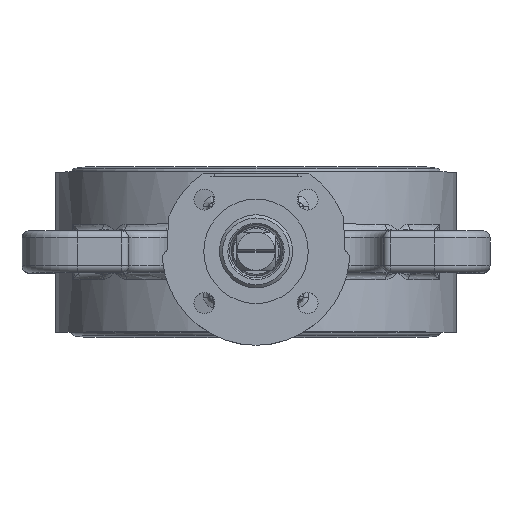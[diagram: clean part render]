
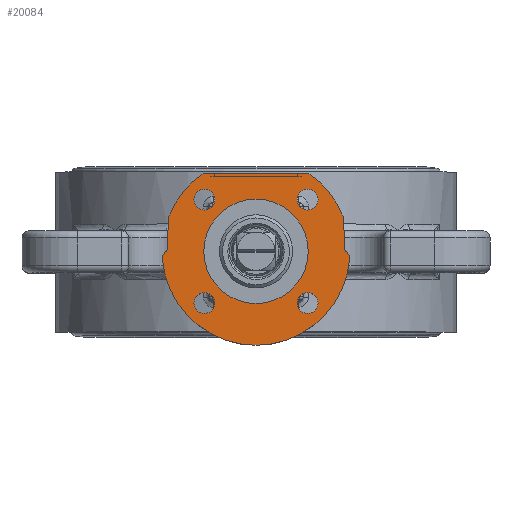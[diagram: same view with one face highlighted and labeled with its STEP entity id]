
A CAD part, top view. The second image highlights one B-rep face of the part: STEP entity #20084.
In plain terms, the highlighted planar face has unit normal (0, 0, 1).
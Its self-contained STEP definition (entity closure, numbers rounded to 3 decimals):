
#3225=CARTESIAN_POINT('',(26.194,-0.368,134.0));
#3226=VERTEX_POINT('',#3225);
#3227=CARTESIAN_POINT('',(26.922,-2.069,134.));
#3228=VERTEX_POINT('',#3227);
#3229=CARTESIAN_POINT('',(26.194,-0.368,134.0));
#3230=CARTESIAN_POINT('',(26.69,-0.774,134.0));
#3231=CARTESIAN_POINT('',(26.971,-1.43,134.0));
#3232=CARTESIAN_POINT('',(26.922,-2.069,134.0));
#3233=B_SPLINE_CURVE_WITH_KNOTS('',3,(#3229,#3230,#3231,#3232),.UNSPECIFIED.,.F.,.U.,(4,4),(-0.193,0.0),.UNSPECIFIED.);
#3234=EDGE_CURVE('',#3226,#3228,#3233,.T.);
#3281=CARTESIAN_POINT('',(25.462,1.11,134.0));
#3282=VERTEX_POINT('',#3281);
#3283=CARTESIAN_POINT('',(25.462,1.11,134.0));
#3284=CARTESIAN_POINT('',(25.482,0.543,134.0));
#3285=CARTESIAN_POINT('',(25.756,-0.009,134.0));
#3286=CARTESIAN_POINT('',(26.194,-0.368,134.0));
#3287=B_SPLINE_CURVE_WITH_KNOTS('',3,(#3283,#3284,#3285,#3286),.UNSPECIFIED.,.F.,.U.,(4,4),(-0.17,0.0),.UNSPECIFIED.);
#3288=EDGE_CURVE('',#3282,#3226,#3287,.T.);
#15601=CARTESIAN_POINT('',(-26.92,-2.069,134.));
#15602=VERTEX_POINT('',#15601);
#15603=CARTESIAN_POINT('',(0.001,0.,134.0));
#15604=DIRECTION('',(0.0,0.0,-1.0));
#15605=DIRECTION('',(-1.0,0.0,0.0));
#15606=AXIS2_PLACEMENT_3D('',#15603,#15604,#15605);
#15607=CIRCLE('',#15606,27.0);
#15608=EDGE_CURVE('',#3228,#15602,#15607,.T.);
#15647=CARTESIAN_POINT('',(-26.192,-0.368,134.));
#15648=VERTEX_POINT('',#15647);
#15649=CARTESIAN_POINT('',(-26.92,-2.069,134.0));
#15650=CARTESIAN_POINT('',(-26.969,-1.43,134.0));
#15651=CARTESIAN_POINT('',(-26.688,-0.774,134.0));
#15652=CARTESIAN_POINT('',(-26.192,-0.368,134.0));
#15653=B_SPLINE_CURVE_WITH_KNOTS('',3,(#15649,#15650,#15651,#15652),.UNSPECIFIED.,.F.,.U.,(4,4),(-0.193,0.),.UNSPECIFIED.);
#15654=EDGE_CURVE('',#15602,#15648,#15653,.T.);
#15693=CARTESIAN_POINT('',(-25.46,1.11,134.));
#15694=VERTEX_POINT('',#15693);
#15695=CARTESIAN_POINT('',(-26.192,-0.368,134.));
#15696=CARTESIAN_POINT('',(-25.754,-0.009,134.));
#15697=CARTESIAN_POINT('',(-25.48,0.543,134.));
#15698=CARTESIAN_POINT('',(-25.46,1.11,134.));
#15699=B_SPLINE_CURVE_WITH_KNOTS('',3,(#15695,#15696,#15697,#15698),.UNSPECIFIED.,.F.,.U.,(4,4),(-0.17,0.0),.UNSPECIFIED.);
#15700=EDGE_CURVE('',#15648,#15694,#15699,.T.);
#19894=CARTESIAN_POINT('',(25.159,9.803,134.0));
#19895=VERTEX_POINT('',#19894);
#19896=CARTESIAN_POINT('',(25.159,9.803,134.));
#19897=DIRECTION('',(0.035,-0.999,0.0));
#19898=VECTOR('',#19897,8.698);
#19899=LINE('',#19896,#19898);
#19900=EDGE_CURVE('',#19895,#3282,#19899,.T.);
#19918=CARTESIAN_POINT('',(14.926,22.5,134.0));
#19919=VERTEX_POINT('',#19918);
#19920=CARTESIAN_POINT('',(0.001,0.,134.0));
#19921=DIRECTION('',(0.,0.,-1.));
#19922=DIRECTION('',(0.932,0.363,0.));
#19923=AXIS2_PLACEMENT_3D('',#19920,#19921,#19922);
#19924=CIRCLE('',#19923,27.);
#19925=EDGE_CURVE('',#19919,#19895,#19924,.T.);
#19943=CARTESIAN_POINT('',(-14.924,22.5,134.));
#19944=VERTEX_POINT('',#19943);
#19945=CARTESIAN_POINT('',(-14.924,22.5,134.));
#19946=DIRECTION('',(1.0,0.0,0.0));
#19947=VECTOR('',#19946,29.85);
#19948=LINE('',#19945,#19947);
#19949=EDGE_CURVE('',#19944,#19919,#19948,.T.);
#19975=CARTESIAN_POINT('',(-25.157,9.803,134.));
#19976=VERTEX_POINT('',#19975);
#19977=CARTESIAN_POINT('',(0.001,0.,134.0));
#19978=DIRECTION('',(0.,0.,-1.0));
#19979=DIRECTION('',(-0.553,0.833,0.));
#19980=AXIS2_PLACEMENT_3D('',#19977,#19978,#19979);
#19981=CIRCLE('',#19980,27.);
#19982=EDGE_CURVE('',#19976,#19944,#19981,.T.);
#20000=CARTESIAN_POINT('',(-25.46,1.11,134.));
#20001=DIRECTION('',(0.035,0.999,0.0));
#20002=VECTOR('',#20001,8.698);
#20003=LINE('',#20000,#20002);
#20004=EDGE_CURVE('',#15694,#19976,#20003,.T.);
#20012=CARTESIAN_POINT('',(67.267,-27.001,134.));
#20013=DIRECTION('',(0.0,0.0,-1.0));
#20014=DIRECTION('',(1.0,0.0,0.0));
#20015=AXIS2_PLACEMENT_3D('',#20012,#20013,#20014);
#20016=PLANE('',#20015);
#20017=ORIENTED_EDGE('',*,*,#3288,.F.);
#20018=ORIENTED_EDGE('',*,*,#19900,.F.);
#20019=ORIENTED_EDGE('',*,*,#19925,.F.);
#20020=ORIENTED_EDGE('',*,*,#19949,.F.);
#20021=ORIENTED_EDGE('',*,*,#19982,.F.);
#20022=ORIENTED_EDGE('',*,*,#20004,.F.);
#20023=ORIENTED_EDGE('',*,*,#15700,.F.);
#20024=ORIENTED_EDGE('',*,*,#15654,.F.);
#20025=ORIENTED_EDGE('',*,*,#15608,.F.);
#20026=ORIENTED_EDGE('',*,*,#3234,.F.);
#20027=EDGE_LOOP('',(#20017,#20018,#20019,#20020,#20021,#20022,#20023,#20024,#20025,#20026));
#20028=FACE_OUTER_BOUND('',#20027,.T.);
#20029=CARTESIAN_POINT('',(17.85,14.849,134.0));
#20030=VERTEX_POINT('',#20029);
#20031=CARTESIAN_POINT('',(14.85,14.849,134.0));
#20032=DIRECTION('',(0.0,0.0,-1.0));
#20033=DIRECTION('',(1.0,0.0,0.0));
#20034=AXIS2_PLACEMENT_3D('',#20031,#20032,#20033);
#20035=CIRCLE('',#20034,3.);
#20036=EDGE_CURVE('',#20030,#20030,#20035,.T.);
#20037=ORIENTED_EDGE('',*,*,#20036,.T.);
#20038=EDGE_LOOP('',(#20037));
#20039=FACE_BOUND('',#20038,.T.);
#20040=CARTESIAN_POINT('',(14.85,-17.849,134.0));
#20041=VERTEX_POINT('',#20040);
#20042=CARTESIAN_POINT('',(14.85,-14.849,134.0));
#20043=DIRECTION('',(0.0,0.0,-1.0));
#20044=DIRECTION('',(0.0,-1.0,0.0));
#20045=AXIS2_PLACEMENT_3D('',#20042,#20043,#20044);
#20046=CIRCLE('',#20045,3.);
#20047=EDGE_CURVE('',#20041,#20041,#20046,.T.);
#20048=ORIENTED_EDGE('',*,*,#20047,.T.);
#20049=EDGE_LOOP('',(#20048));
#20050=FACE_BOUND('',#20049,.T.);
#20051=CARTESIAN_POINT('',(-14.848,17.849,134.));
#20052=VERTEX_POINT('',#20051);
#20053=CARTESIAN_POINT('',(-14.848,14.849,134.));
#20054=DIRECTION('',(0.0,0.0,-1.0));
#20055=DIRECTION('',(0.0,1.0,0.0));
#20056=AXIS2_PLACEMENT_3D('',#20053,#20054,#20055);
#20057=CIRCLE('',#20056,3.);
#20058=EDGE_CURVE('',#20052,#20052,#20057,.T.);
#20059=ORIENTED_EDGE('',*,*,#20058,.T.);
#20060=EDGE_LOOP('',(#20059));
#20061=FACE_BOUND('',#20060,.T.);
#20062=CARTESIAN_POINT('',(-17.848,-14.849,134.));
#20063=VERTEX_POINT('',#20062);
#20064=CARTESIAN_POINT('',(-14.848,-14.849,134.0));
#20065=DIRECTION('',(0.0,0.0,-1.0));
#20066=DIRECTION('',(-1.0,0.0,0.0));
#20067=AXIS2_PLACEMENT_3D('',#20064,#20065,#20066);
#20068=CIRCLE('',#20067,3.);
#20069=EDGE_CURVE('',#20063,#20063,#20068,.T.);
#20070=ORIENTED_EDGE('',*,*,#20069,.T.);
#20071=EDGE_LOOP('',(#20070));
#20072=FACE_BOUND('',#20071,.T.);
#20073=CARTESIAN_POINT('',(-14.999,0.,134.));
#20074=VERTEX_POINT('',#20073);
#20075=CARTESIAN_POINT('',(0.001,0.,134.0));
#20076=DIRECTION('',(0.0,0.0,-1.0));
#20077=DIRECTION('',(-1.0,0.0,0.0));
#20078=AXIS2_PLACEMENT_3D('',#20075,#20076,#20077);
#20079=CIRCLE('',#20078,15.0);
#20080=EDGE_CURVE('',#20074,#20074,#20079,.T.);
#20081=ORIENTED_EDGE('',*,*,#20080,.T.);
#20082=EDGE_LOOP('',(#20081));
#20083=FACE_BOUND('',#20082,.T.);
#20084=ADVANCED_FACE('',(#20028,#20039,#20050,#20061,#20072,#20083),#20016,.F.);
